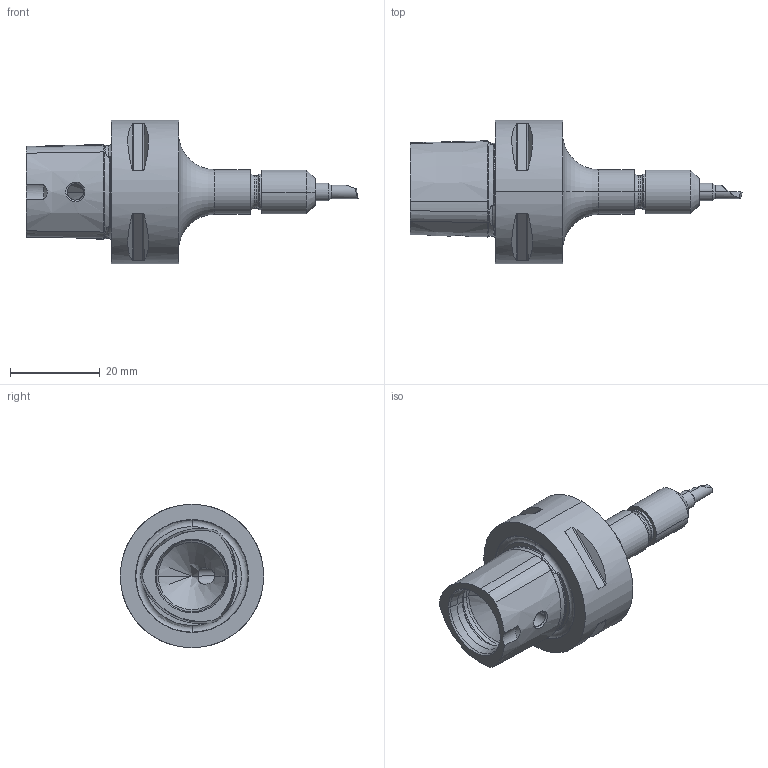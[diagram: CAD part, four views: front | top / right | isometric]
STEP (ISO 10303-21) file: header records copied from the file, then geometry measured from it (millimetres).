
FILE_DESCRIPTION (( 'STEP AP214' ), '1' );
FILE_NAME ('MBM-25 PSC32_SDA4.STEP', '2016-03-16T13:23:15', ( '' ), ( '' ), 'SwSTEP 2.0', 'SolidWorks 2015', '' );
FILE_SCHEMA (( 'AUTOMOTIVE_DESIGN' ));
Length unit declared in the file: millimetre
Products named in the file (1): MBM-25 PSC32_SDA4
Bounding box: 74 x 32 x 32 mm (x, y, z)
Volume: 19224.7 mm3; surface area: 5854.5 mm2
Topology: 1 solids, 1 shells, 135 faces, 314 edges, 188 vertices
Faces by surface type: cone 39, torus 35, cylinder 31, plane 28, bspline 2
Entity records: 6262 total; most frequent: CARTESIAN_POINT 3008, DIRECTION 659, ORIENTED_EDGE 624, EDGE_CURVE 312, AXIS2_PLACEMENT_3D 287, VERTEX_POINT 188, CIRCLE 153, EDGE_LOOP 146
